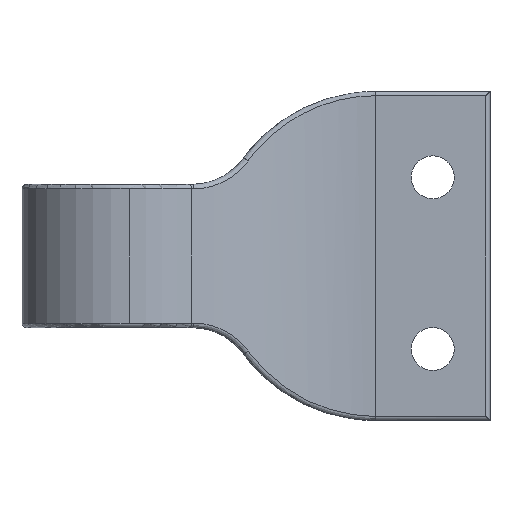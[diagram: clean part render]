
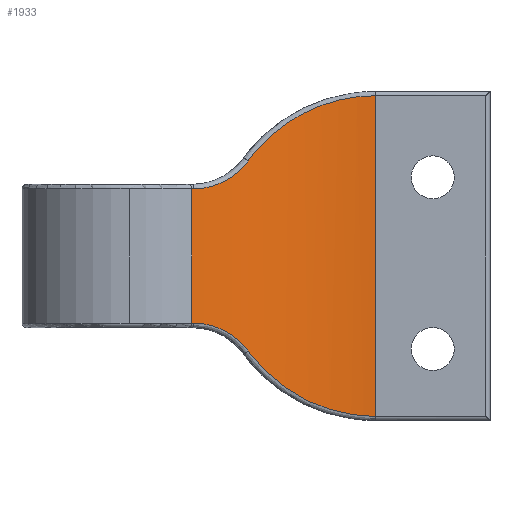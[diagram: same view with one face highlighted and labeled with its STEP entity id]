
A CAD part, left-side view. The second image highlights one B-rep face of the part: STEP entity #1933.
In plain terms, the highlighted cylindrical face has radius 22.167 mm (diameter 44.333 mm), a partial arc.
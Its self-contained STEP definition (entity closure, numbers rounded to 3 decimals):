
#31 = CARTESIAN_POINT ( 'NONE',  ( -2.976, -10.692, 20.557 ) ) ;
#45 = CARTESIAN_POINT ( 'NONE',  ( -2.053, -15.442, 0.408 ) ) ;
#50 = VERTEX_POINT ( 'NONE', #1398 ) ;
#51 = AXIS2_PLACEMENT_3D ( 'NONE', #2050, #2004, #1524 ) ;
#56 = CARTESIAN_POINT ( 'NONE',  ( -2.976, -10.692, 2.443 ) ) ;
#139 = CARTESIAN_POINT ( 'NONE',  ( -4.09, -7.805, 5.468 ) ) ;
#146 = CARTESIAN_POINT ( 'NONE',  ( -4.547, -6.89, 16.844 ) ) ;
#173 = B_SPLINE_CURVE_WITH_KNOTS ( 'NONE', 3,
 ( #1133, #1940, #2068, #1286, #797, #146, #1771, #333, #972, #631, #1431, #500, #1141, #295 ),
 .UNSPECIFIED., .F., .F.,
 ( 4, 2, 2, 2, 2, 2, 4 ),
 ( 0., 0.001, 0.002, 0.002, 0.003, 0.004, 0.005 ),
 .UNSPECIFIED. ) ;
#184 = VECTOR ( 'NONE', #1327, 1000. ) ;
#215 = CARTESIAN_POINT ( 'NONE',  ( -2.258, -13.727, 0.832 ) ) ;
#225 = CARTESIAN_POINT ( 'NONE',  ( -2., -17.207, 0.3 ) ) ;
#259 = DIRECTION ( 'NONE',  ( 0., 0., -1. ) ) ;
#269 = CARTESIAN_POINT ( 'NONE',  ( -2., -17.207, 23. ) ) ;
#278 = CARTESIAN_POINT ( 'NONE',  ( -5.989, -4.522, 6.8 ) ) ;
#295 = CARTESIAN_POINT ( 'NONE',  ( -5.989, -4.522, 16.2 ) ) ;
#333 = CARTESIAN_POINT ( 'NONE',  ( -4.813, -6.398, 16.592 ) ) ;
#388 = CARTESIAN_POINT ( 'NONE',  ( -2.672, -11.775, 1.737 ) ) ;
#401 = DIRECTION ( 'NONE',  ( -1., 0., 0. ) ) ;
#415 = ORIENTED_EDGE ( 'NONE', *, *, #1545, .F. ) ;
#473 = EDGE_CURVE ( 'NONE', #1675, #558, #1791, .T. ) ;
#491 = CARTESIAN_POINT ( 'NONE',  ( -2.672, -11.775, 21.263 ) ) ;
#500 = CARTESIAN_POINT ( 'NONE',  ( -5.528, -5.202, 16.237 ) ) ;
#523 = LINE ( 'NONE', #1660, #184 ) ;
#531 = CARTESIAN_POINT ( 'NONE',  ( -3.643, -8.814, 18.837 ) ) ;
#558 = VERTEX_POINT ( 'NONE', #225 ) ;
#570 = CARTESIAN_POINT ( 'NONE',  ( -3.865, -8.308, 4.86 ) ) ;
#583 = CARTESIAN_POINT ( 'NONE',  ( -4.813, -6.398, 6.408 ) ) ;
#585 = CARTESIAN_POINT ( 'NONE',  ( -24.167, -17.207, 23. ) ) ;
#595 = LINE ( 'NONE', #269, #1264 ) ;
#608 = EDGE_CURVE ( 'NONE', #1988, #1675, #1265, .T. ) ;
#631 = CARTESIAN_POINT ( 'NONE',  ( -5.106, -5.89, 16.403 ) ) ;
#637 = ORIENTED_EDGE ( 'NONE', *, *, #1794, .T. ) ;
#656 = VERTEX_POINT ( 'NONE', #1394 ) ;
#663 = AXIS2_PLACEMENT_3D ( 'NONE', #585, #259, #401 ) ;
#704 = CARTESIAN_POINT ( 'NONE',  ( -3.084, -10.352, 2.705 ) ) ;
#758 = CARTESIAN_POINT ( 'NONE',  ( -3.865, -8.308, 4.86 ) ) ;
#765 = VERTEX_POINT ( 'NONE', #1424 ) ;
#779 = CARTESIAN_POINT ( 'NONE',  ( -4.908, -6.23, 6.478 ) ) ;
#797 = CARTESIAN_POINT ( 'NONE',  ( -4.383, -7.208, 17.049 ) ) ;
#847 = EDGE_CURVE ( 'NONE', #970, #50, #523, .T. ) ;
#849 = EDGE_CURVE ( 'NONE', #50, #1988, #1349, .T. ) ;
#853 = CARTESIAN_POINT ( 'NONE',  ( -24.167, -17.207, 6.8 ) ) ;
#871 = CARTESIAN_POINT ( 'NONE',  ( -3.414, -9.388, 3.539 ) ) ;
#881 = ORIENTED_EDGE ( 'NONE', *, *, #1290, .T. ) ;
#882 = FACE_OUTER_BOUND ( 'NONE', #2065, .T. ) ;
#890 = CARTESIAN_POINT ( 'NONE',  ( -3.414, -9.388, 19.461 ) ) ;
#893 = CARTESIAN_POINT ( 'NONE',  ( -3.968, -8.072, 5.185 ) ) ;
#970 = VERTEX_POINT ( 'NONE', #1337 ) ;
#972 = CARTESIAN_POINT ( 'NONE',  ( -4.908, -6.23, 16.522 ) ) ;
#986 = CARTESIAN_POINT ( 'NONE',  ( -2.258, -13.727, 22.168 ) ) ;
#1049 = CARTESIAN_POINT ( 'NONE',  ( -3.865, -8.308, 18.14 ) ) ;
#1058 = CIRCLE ( 'NONE', #51, 22.167 ) ;
#1125 = CARTESIAN_POINT ( 'NONE',  ( -2., -17.207, 22.7 ) ) ;
#1133 = CARTESIAN_POINT ( 'NONE',  ( -3.865, -8.308, 18.14 ) ) ;
#1141 = CARTESIAN_POINT ( 'NONE',  ( -5.752, -4.861, 16.2 ) ) ;
#1145 = CARTESIAN_POINT ( 'NONE',  ( -5.989, -4.522, 6.8 ) ) ;
#1157 = CARTESIAN_POINT ( 'NONE',  ( -3.643, -8.814, 4.163 ) ) ;
#1175 = EDGE_CURVE ( 'NONE', #765, #970, #1058, .T. ) ;
#1207 = CARTESIAN_POINT ( 'NONE',  ( -4.633, -6.728, 6.247 ) ) ;
#1231 = CARTESIAN_POINT ( 'NONE',  ( -4.383, -7.208, 5.951 ) ) ;
#1241 = CARTESIAN_POINT ( 'NONE',  ( -5.528, -5.202, 6.763 ) ) ;
#1250 = CARTESIAN_POINT ( 'NONE',  ( -5.106, -5.89, 6.597 ) ) ;
#1264 = VECTOR ( 'NONE', #1862, 1000. ) ;
#1265 = B_SPLINE_CURVE_WITH_KNOTS ( 'NONE', 3,
 ( #278, #1687, #1241, #1414, #1250, #779, #583, #1207, #1893, #1231, #1883, #139, #893, #570 ),
 .UNSPECIFIED., .F., .F.,
 ( 4, 2, 2, 2, 2, 2, 4 ),
 ( 0., 0.001, 0.002, 0.002, 0.003, 0.004, 0.005 ),
 .UNSPECIFIED. ) ;
#1286 = CARTESIAN_POINT ( 'NONE',  ( -4.305, -7.363, 17.163 ) ) ;
#1287 = CARTESIAN_POINT ( 'NONE',  ( -2.053, -15.442, 22.592 ) ) ;
#1290 = EDGE_CURVE ( 'NONE', #656, #765, #173, .T. ) ;
#1318 = DIRECTION ( 'NONE',  ( 0., 0., -1. ) ) ;
#1327 = DIRECTION ( 'NONE',  ( 0., 0., -1. ) ) ;
#1337 = CARTESIAN_POINT ( 'NONE',  ( -6.11, -4.35, 16.2 ) ) ;
#1349 = CIRCLE ( 'NONE', #1611, 22.167 ) ;
#1361 = CARTESIAN_POINT ( 'NONE',  ( -2.769, -11.407, 1.957 ) ) ;
#1394 = CARTESIAN_POINT ( 'NONE',  ( -3.865, -8.308, 18.14 ) ) ;
#1398 = CARTESIAN_POINT ( 'NONE',  ( -6.11, -4.35, 6.8 ) ) ;
#1399 = ORIENTED_EDGE ( 'NONE', *, *, #849, .T. ) ;
#1414 = CARTESIAN_POINT ( 'NONE',  ( -5.209, -5.717, 6.647 ) ) ;
#1424 = CARTESIAN_POINT ( 'NONE',  ( -5.989, -4.522, 16.2 ) ) ;
#1431 = CARTESIAN_POINT ( 'NONE',  ( -5.209, -5.717, 16.353 ) ) ;
#1449 = ORIENTED_EDGE ( 'NONE', *, *, #847, .T. ) ;
#1488 = CARTESIAN_POINT ( 'NONE',  ( -3.865, -8.308, 4.86 ) ) ;
#1505 = CARTESIAN_POINT ( 'NONE',  ( -3.084, -10.352, 20.295 ) ) ;
#1508 = CARTESIAN_POINT ( 'NONE',  ( -2., -16.316, 0.3 ) ) ;
#1524 = DIRECTION ( 'NONE',  ( 0., 1., 0. ) ) ;
#1545 = EDGE_CURVE ( 'NONE', #1787, #558, #595, .T. ) ;
#1595 = ORIENTED_EDGE ( 'NONE', *, *, #1175, .T. ) ;
#1611 = AXIS2_PLACEMENT_3D ( 'NONE', #853, #1318, #1803 ) ;
#1617 = CARTESIAN_POINT ( 'NONE',  ( -2.769, -11.407, 21.043 ) ) ;
#1660 = CARTESIAN_POINT ( 'NONE',  ( -6.11, -4.35, 23. ) ) ;
#1675 = VERTEX_POINT ( 'NONE', #758 ) ;
#1687 = CARTESIAN_POINT ( 'NONE',  ( -5.752, -4.861, 6.8 ) ) ;
#1703 = ORIENTED_EDGE ( 'NONE', *, *, #608, .T. ) ;
#1771 = CARTESIAN_POINT ( 'NONE',  ( -4.633, -6.728, 16.753 ) ) ;
#1781 = CARTESIAN_POINT ( 'NONE',  ( -2., -16.316, 22.7 ) ) ;
#1787 = VERTEX_POINT ( 'NONE', #1802 ) ;
#1791 = B_SPLINE_CURVE_WITH_KNOTS ( 'NONE', 3,
 ( #1488, #1157, #871, #704, #56, #1361, #388, #1983, #215, #45, #1508, #1965 ),
 .UNSPECIFIED., .F., .F.,
 ( 4, 2, 2, 2, 2, 4 ),
 ( 0., 0.003, 0.004, 0.005, 0.008, 0.011 ),
 .UNSPECIFIED. ) ;
#1794 = EDGE_CURVE ( 'NONE', #1787, #656, #1976, .T. ) ;
#1802 = CARTESIAN_POINT ( 'NONE',  ( -2., -17.207, 22.7 ) ) ;
#1803 = DIRECTION ( 'NONE',  ( 0., -1., 0. ) ) ;
#1856 = ORIENTED_EDGE ( 'NONE', *, *, #473, .T. ) ;
#1862 = DIRECTION ( 'NONE',  ( 0., 0., -1. ) ) ;
#1883 = CARTESIAN_POINT ( 'NONE',  ( -4.305, -7.363, 5.837 ) ) ;
#1893 = CARTESIAN_POINT ( 'NONE',  ( -4.547, -6.89, 6.156 ) ) ;
#1928 = CARTESIAN_POINT ( 'NONE',  ( -2.405, -12.917, 21.858 ) ) ;
#1933 = ADVANCED_FACE ( 'NONE', ( #882 ), #1984, .F. ) ;
#1940 = CARTESIAN_POINT ( 'NONE',  ( -3.968, -8.072, 17.815 ) ) ;
#1965 = CARTESIAN_POINT ( 'NONE',  ( -2., -17.207, 0.3 ) ) ;
#1976 = B_SPLINE_CURVE_WITH_KNOTS ( 'NONE', 3,
 ( #1125, #1781, #1287, #986, #1928, #491, #1617, #31, #1505, #890, #531, #1049 ),
 .UNSPECIFIED., .F., .F.,
 ( 4, 2, 2, 2, 2, 4 ),
 ( 0., 0.003, 0.005, 0.007, 0.008, 0.011 ),
 .UNSPECIFIED. ) ;
#1983 = CARTESIAN_POINT ( 'NONE',  ( -2.405, -12.917, 1.142 ) ) ;
#1984 = CYLINDRICAL_SURFACE ( 'NONE', #663, 22.167 ) ;
#1988 = VERTEX_POINT ( 'NONE', #1145 ) ;
#2004 = DIRECTION ( 'NONE',  ( 0., 0., 1. ) ) ;
#2050 = CARTESIAN_POINT ( 'NONE',  ( -24.167, -17.207, 16.2 ) ) ;
#2065 = EDGE_LOOP ( 'NONE', ( #1703, #1856, #415, #637, #881, #1595, #1449, #1399 ) ) ;
#2068 = CARTESIAN_POINT ( 'NONE',  ( -4.09, -7.805, 17.532 ) ) ;
